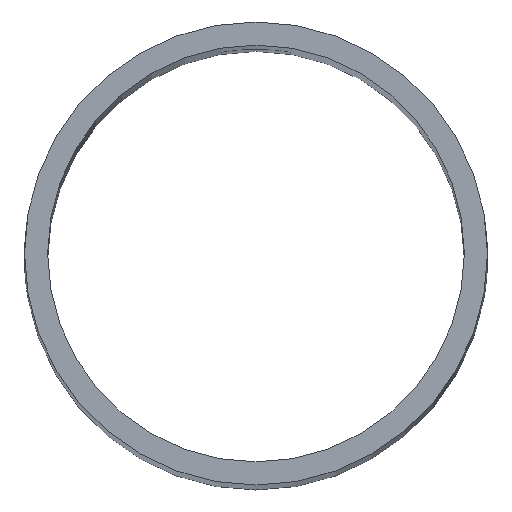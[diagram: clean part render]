
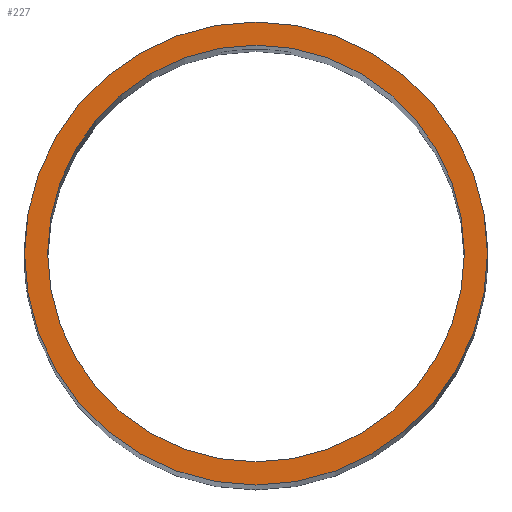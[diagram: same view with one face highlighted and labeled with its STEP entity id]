
A CAD part, top view. The second image highlights one B-rep face of the part: STEP entity #227.
In plain terms, the highlighted planar face has unit normal (0, 0, 1).
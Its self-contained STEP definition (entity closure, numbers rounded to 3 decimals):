
#64=FACE_BOUND('',#93,.T.);
#74=FACE_OUTER_BOUND('',#92,.T.);
#92=EDGE_LOOP('',(#213));
#93=EDGE_LOOP('',(#214));
#98=CIRCLE('',#254,9.);
#99=CIRCLE('',#256,10.);
#120=VERTEX_POINT('',#627);
#121=VERTEX_POINT('',#632);
#147=EDGE_CURVE('',#120,#120,#98,.T.);
#150=EDGE_CURVE('',#121,#121,#99,.T.);
#213=ORIENTED_EDGE('',*,*,#150,.T.);
#214=ORIENTED_EDGE('',*,*,#147,.T.);
#217=PLANE('',#257);
#227=ADVANCED_FACE('',(#74,#64),#217,.T.);
#254=AXIS2_PLACEMENT_3D('',#628,#289,#290);
#256=AXIS2_PLACEMENT_3D('',#633,#295,#296);
#257=AXIS2_PLACEMENT_3D('',#636,#299,#300);
#289=DIRECTION('center_axis',(0.,0.,-1.));
#290=DIRECTION('ref_axis',(1.,0.,0.));
#295=DIRECTION('center_axis',(0.,0.,1.));
#296=DIRECTION('ref_axis',(1.,0.,0.));
#299=DIRECTION('center_axis',(0.,0.,1.));
#300=DIRECTION('ref_axis',(1.,0.,0.));
#627=CARTESIAN_POINT('',(-9.,0.,183.));
#628=CARTESIAN_POINT('Origin',(0.,0.,183.));
#632=CARTESIAN_POINT('',(-10.,0.,183.));
#633=CARTESIAN_POINT('Origin',(0.,0.,183.));
#636=CARTESIAN_POINT('Origin',(0.,0.,183.));
